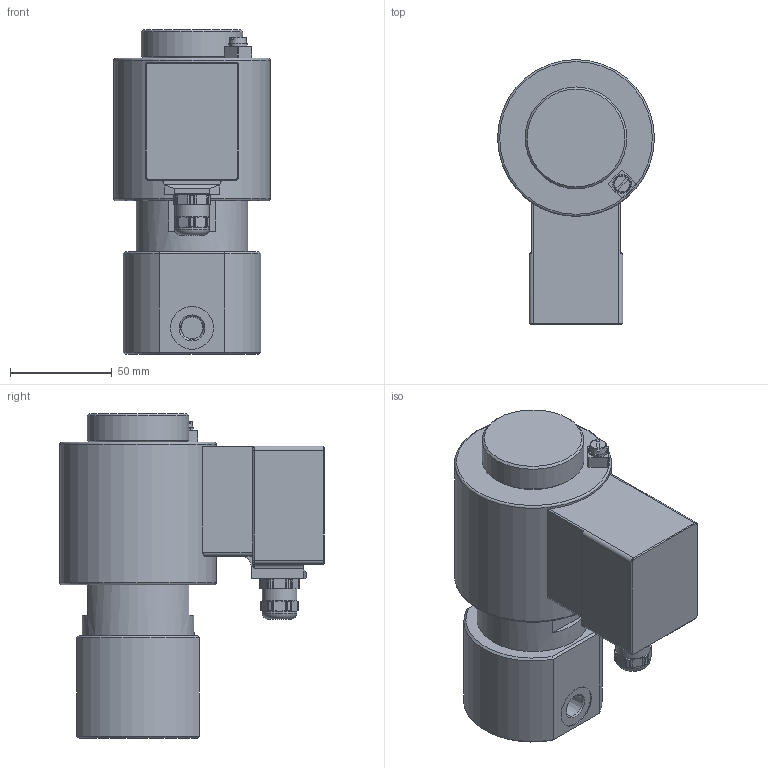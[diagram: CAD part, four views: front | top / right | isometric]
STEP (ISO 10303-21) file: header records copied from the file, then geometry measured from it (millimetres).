
FILE_DESCRIPTION(/* description */ ('3D-Modell'),/* implementation_level */ '2;1');
FILE_NAME(/* name */ '055.000095_A5540-0815-.248-1W-NG.stp',/* time_stamp */ '2021-09-30T08:24:12+02:00',/* author */ ('LBirkmann'),/* organization */ (''),/* preprocessor_version */ 'ST-DEVELOPER v16.1',/* originating_system */ 'Autodesk Inventor 2016',/* authorisation */ '');
FILE_SCHEMA (('AUTOMOTIVE_DESIGN { 1 0 10303 214 3 1 1 }'));
Length unit declared in the file: millimetre
Products named in the file (1): 88-005310
Bounding box: 77 x 130 x 159.5 mm (x, y, z)
Volume: 735653.2 mm3; surface area: 65335.8 mm2
Topology: 2 solids, 2 shells, 227 faces, 561 edges, 348 vertices
Faces by surface type: plane 99, cylinder 71, cone 40, torus 13, bspline 4
Full cylindrical faces by diameter (mm): 4.51 x1, 17 x2, 21 x2, 50 x1, 55 x1, 77 x1
Entity records: 7456 total; most frequent: CARTESIAN_POINT 2524, ORIENTED_EDGE 1072, DIRECTION 962, EDGE_CURVE 535, AXIS2_PLACEMENT_3D 377, VERTEX_POINT 343, EDGE_LOOP 259, FACE_OUTER_BOUND 227
